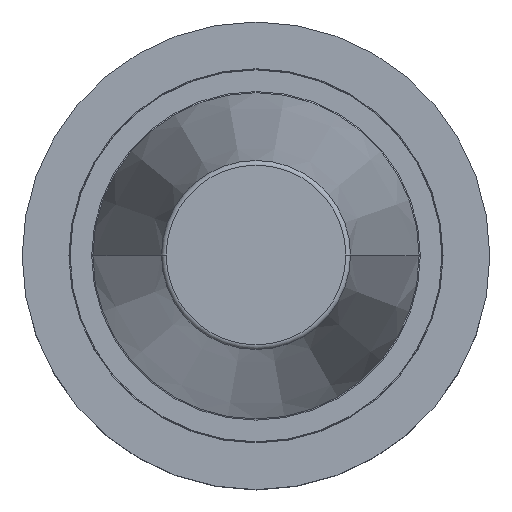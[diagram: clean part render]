
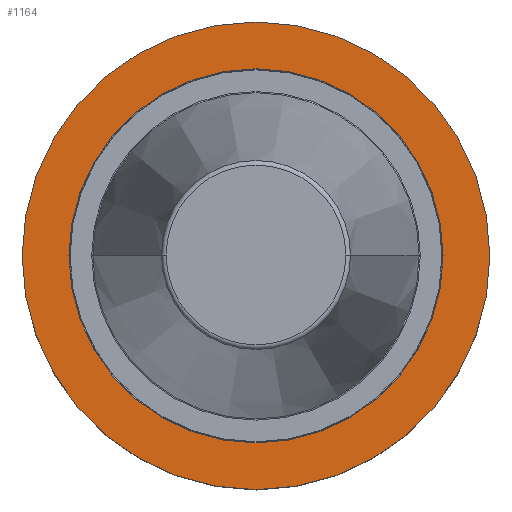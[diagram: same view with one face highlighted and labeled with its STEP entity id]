
A CAD part, top view. The second image highlights one B-rep face of the part: STEP entity #1164.
In plain terms, the highlighted planar face has unit normal (0, 0, 1).
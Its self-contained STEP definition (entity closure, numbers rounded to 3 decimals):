
#125=CARTESIAN_POINT('',(0.,0.,0.));
#126=DIRECTION('',(0.,0.,-1.));
#127=DIRECTION('',(1.,0.,0.));
#128=AXIS2_PLACEMENT_3D('',#125,#126,#127);
#133=CARTESIAN_POINT('',(0.,0.,0.));
#134=DIRECTION('',(0.,0.,1.));
#135=DIRECTION('',(1.,0.,0.));
#136=AXIS2_PLACEMENT_3D('',#133,#134,#135);
#141=CARTESIAN_POINT('',(0.,0.,0.));
#142=DIRECTION('',(0.,0.,1.));
#143=DIRECTION('',(1.,0.,0.));
#144=AXIS2_PLACEMENT_3D('',#141,#142,#143);
#149=CARTESIAN_POINT('',(0.,0.,0.));
#150=DIRECTION('',(0.,0.,1.));
#151=DIRECTION('',(-1.,0.,0.));
#152=AXIS2_PLACEMENT_3D('',#149,#150,#151);
#989=CARTESIAN_POINT('',(50.,0.,0.));
#990=CARTESIAN_POINT('',(-50.,0.,0.));
#991=VERTEX_POINT('',#989);
#992=VERTEX_POINT('',#990);
#1053=CARTESIAN_POINT('',(40.,0.,0.));
#1054=CARTESIAN_POINT('',(-40.,0.,0.));
#1055=VERTEX_POINT('',#1053);
#1056=VERTEX_POINT('',#1054);
#1149=CARTESIAN_POINT('',(0.,0.,0.));
#1150=DIRECTION('',(0.,0.,-1.));
#1151=DIRECTION('',(-1.,0.,0.));
#1152=AXIS2_PLACEMENT_3D('',#1149,#1150,#1151);
#1153=PLANE('',#1152);
#1154=ORIENTED_EDGE('',*,*,#1070,.T.);
#1155=ORIENTED_EDGE('',*,*,#1129,.F.);
#1156=EDGE_LOOP('',(#1154,#1155));
#1157=FACE_OUTER_BOUND('',#1156,.F.);
#1159=ORIENTED_EDGE('',*,*,#1158,.T.);
#1161=ORIENTED_EDGE('',*,*,#1160,.T.);
#1162=EDGE_LOOP('',(#1159,#1161));
#1163=FACE_BOUND('',#1162,.F.);
#129=CIRCLE('',#128,50.);
#137=CIRCLE('',#136,50.);
#145=CIRCLE('',#144,40.);
#153=CIRCLE('',#152,40.);
#1070=EDGE_CURVE('',#991,#992,#129,.T.);
#1129=EDGE_CURVE('',#991,#992,#137,.T.);
#1158=EDGE_CURVE('',#1055,#1056,#145,.T.);
#1160=EDGE_CURVE('',#1056,#1055,#153,.T.);
#1164=ADVANCED_FACE('',(#1157,#1163),#1153,.F.);
